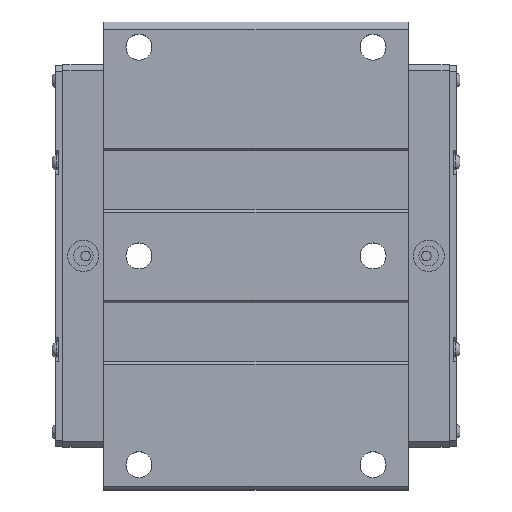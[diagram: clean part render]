
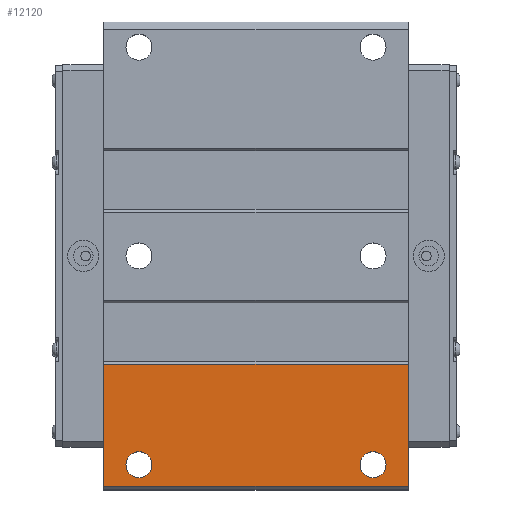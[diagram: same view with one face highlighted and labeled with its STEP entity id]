
A CAD part, top view. The second image highlights one B-rep face of the part: STEP entity #12120.
In plain terms, the highlighted planar face has unit normal (0, 0, 1).
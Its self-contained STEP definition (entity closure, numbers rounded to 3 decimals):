
#104=FACE_BOUND('',#4201,.T.);
#105=FACE_BOUND('',#4202,.T.);
#461=PLANE('',#13014);
#1308=LINE('',#18694,#2481);
#1406=LINE('',#18899,#2579);
#1468=LINE('',#19334,#2641);
#1469=LINE('',#19336,#2642);
#2481=VECTOR('',#15037,10.);
#2579=VECTOR('',#15209,10.);
#2641=VECTOR('',#15437,10.);
#2642=VECTOR('',#15440,10.);
#3509=FACE_OUTER_BOUND('',#4200,.T.);
#4200=EDGE_LOOP('',(#9724,#9725,#9726,#9727));
#4201=EDGE_LOOP('',(#9728));
#4202=EDGE_LOOP('',(#9729));
#4663=CIRCLE('',#12941,3.324);
#4665=CIRCLE('',#12944,3.324);
#5569=VERTEX_POINT('',#18691);
#5570=VERTEX_POINT('',#18693);
#5639=VERTEX_POINT('',#18896);
#5640=VERTEX_POINT('',#18898);
#5663=VERTEX_POINT('',#18952);
#5665=VERTEX_POINT('',#18958);
#6943=EDGE_CURVE('',#5569,#5570,#1308,.T.);
#7045=EDGE_CURVE('',#5639,#5640,#1406,.T.);
#7072=EDGE_CURVE('',#5663,#5663,#4663,.T.);
#7075=EDGE_CURVE('',#5665,#5665,#4665,.T.);
#7161=EDGE_CURVE('',#5569,#5640,#1468,.T.);
#7162=EDGE_CURVE('',#5570,#5639,#1469,.T.);
#9724=ORIENTED_EDGE('',*,*,#7161,.T.);
#9725=ORIENTED_EDGE('',*,*,#7045,.F.);
#9726=ORIENTED_EDGE('',*,*,#7162,.F.);
#9727=ORIENTED_EDGE('',*,*,#6943,.F.);
#9728=ORIENTED_EDGE('',*,*,#7072,.T.);
#9729=ORIENTED_EDGE('',*,*,#7075,.T.);
#12120=ADVANCED_FACE('',(#3509,#104,#105),#461,.T.);
#12941=AXIS2_PLACEMENT_3D('',#18953,#15250,#15251);
#12944=AXIS2_PLACEMENT_3D('',#18959,#15257,#15258);
#13014=AXIS2_PLACEMENT_3D('',#19335,#15438,#15439);
#15037=DIRECTION('',(0.,-1.,0.));
#15209=DIRECTION('',(0.,1.,0.));
#15250=DIRECTION('center_axis',(0.,0.,-1.));
#15251=DIRECTION('ref_axis',(0.,-1.,0.));
#15257=DIRECTION('center_axis',(0.,0.,-1.));
#15258=DIRECTION('ref_axis',(0.,-1.,0.));
#15437=DIRECTION('',(-1.,0.,0.));
#15438=DIRECTION('center_axis',(0.,0.,1.));
#15439=DIRECTION('ref_axis',(0.,1.,0.));
#15440=DIRECTION('',(-1.,0.,0.));
#18691=CARTESIAN_POINT('',(-27.3,-27.75,35.));
#18693=CARTESIAN_POINT('',(-27.3,-59.05,35.));
#18694=CARTESIAN_POINT('',(-27.3,-59.05,35.));
#18896=CARTESIAN_POINT('',(-105.3,-59.05,35.));
#18898=CARTESIAN_POINT('',(-105.3,-27.75,35.));
#18899=CARTESIAN_POINT('',(-105.3,-59.05,35.));
#18952=CARTESIAN_POINT('',(-36.3,-50.177,35.));
#18953=CARTESIAN_POINT('Origin',(-36.3,-53.5,35.));
#18958=CARTESIAN_POINT('',(-96.3,-50.177,35.));
#18959=CARTESIAN_POINT('Origin',(-96.3,-53.5,35.));
#19334=CARTESIAN_POINT('',(-66.3,-27.75,35.));
#19335=CARTESIAN_POINT('Origin',(-66.3,-59.05,35.));
#19336=CARTESIAN_POINT('',(-66.3,-59.05,35.));
